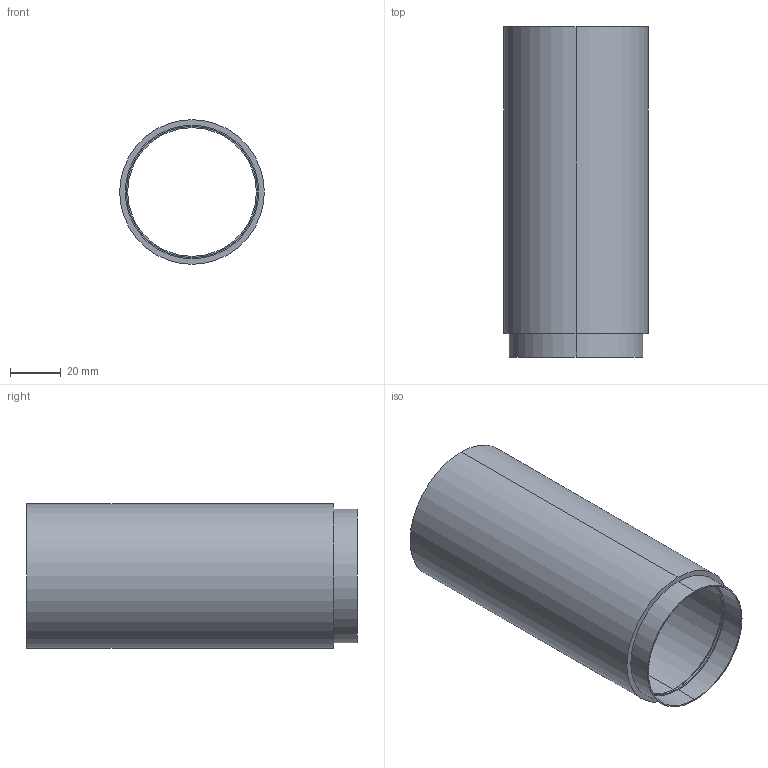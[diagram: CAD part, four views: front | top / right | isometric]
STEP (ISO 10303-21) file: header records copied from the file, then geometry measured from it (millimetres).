
FILE_DESCRIPTION (( 'STEP AP203' ), '1' );
FILE_NAME ('03_scope_front_v3.step', '2020-08-13T11:36:58', ( '' ), ( '' ), 'SwSTEP 2.0', 'SolidWorks 2020', '' );
FILE_SCHEMA (( 'CONFIG_CONTROL_DESIGN' ));
Length unit declared in the file: millimetre
Products named in the file (1): 03_scope_front_v3
Bounding box: 56.8 x 129.8 x 56.8 mm (x, y, z)
Volume: 33111.3 mm3; surface area: 48656.1 mm2
Topology: 1 solids, 1 shells, 79 faces, 210 edges, 138 vertices
Faces by surface type: cylinder 65, plane 7, cone 4, bspline 3
Entity records: 6380 total; most frequent: CARTESIAN_POINT 4635, ORIENTED_EDGE 420, DIRECTION 286, EDGE_CURVE 210, VERTEX_POINT 138, AXIS2_PLACEMENT_3D 109, EDGE_LOOP 86, ADVANCED_FACE 79
